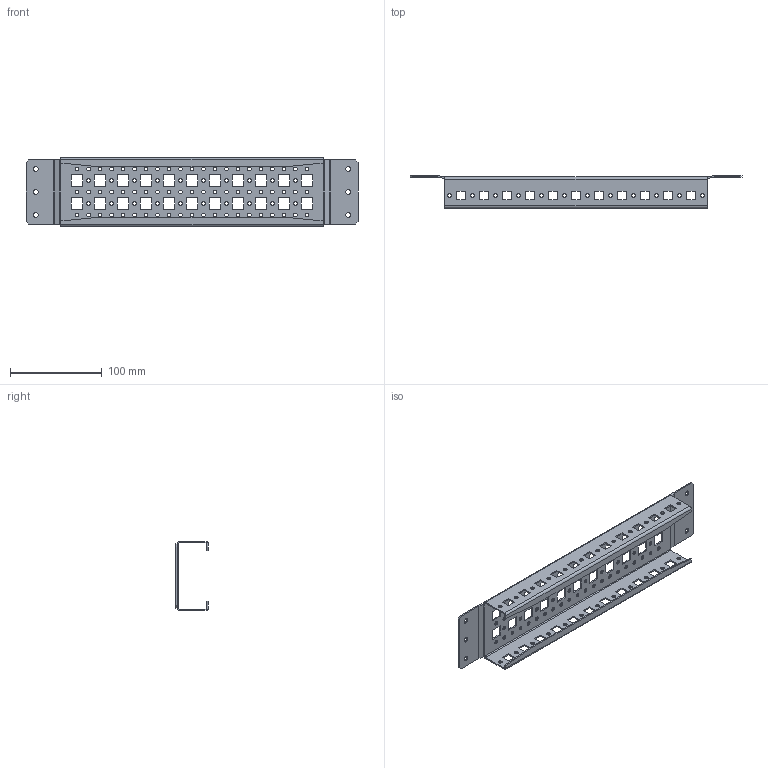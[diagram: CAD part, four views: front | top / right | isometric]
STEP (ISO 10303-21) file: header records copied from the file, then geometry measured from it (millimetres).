
FILE_DESCRIPTION (( 'STEP AP203' ), '1' );
FILE_NAME ('Ðåéêà ìîíòàæíàÿ øèðîêàÿ ïåðôîðèðîâàííàÿ ñ íàêëàäíûì êðåïëåíèåì Ä400 (2 øò) EKF AleSta.STEP', '2025-09-15T10:22:52', ( '' ), ( '' ), 'SwSTEP 2.0', 'SolidWorks 2021', '' );
FILE_SCHEMA (( 'CONFIG_CONTROL_DESIGN' ));
Length unit declared in the file: millimetre
Products named in the file (1): Ðåéêà ìîíòàæíàÿ øèðîêàÿ ïåðôîðèðîâàííàÿ ñ íàêëàäíûì êðåïëåíèåì Ä400 (2 øò) EKF AleSta
Bounding box: 361 x 35.5 x 75 mm (x, y, z)
Volume: 62933 mm3; surface area: 90574.2 mm2
Topology: 1 solids, 1 shells, 484 faces, 1382 edges, 900 vertices
Faces by surface type: cylinder 242, plane 242
Entity records: 16543 total; most frequent: DIRECTION 2836, CARTESIAN_POINT 2767, ORIENTED_EDGE 2764, EDGE_CURVE 1382, AXIS2_PLACEMENT_3D 969, VERTEX_POINT 900, VECTOR 898, LINE 898
